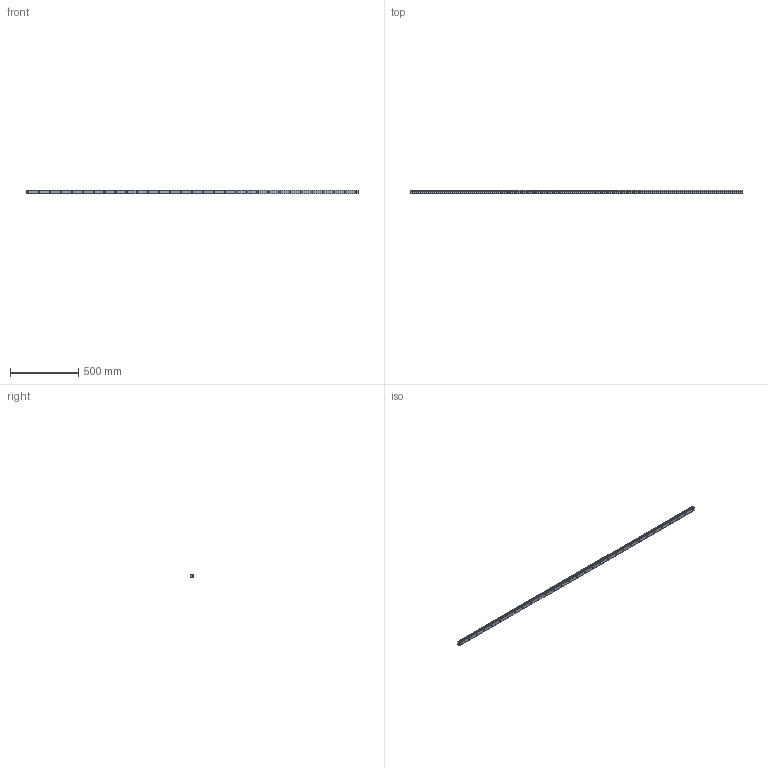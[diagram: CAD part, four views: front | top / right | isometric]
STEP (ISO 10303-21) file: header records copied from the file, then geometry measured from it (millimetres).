
FILE_DESCRIPTION (( 'STEP AP214' ), '1' );
FILE_NAME ('SHS30C1SS-2430L_G15_0_B-M6F_1162_0_0_0_1.STEP', '2021-06-21T12:56:34', ( '' ), ( '' ), 'SwSTEP 2.0', 'SolidWorks 2021', '' );
FILE_SCHEMA (( 'AUTOMOTIVE_DESIGN' ));
Length unit declared in the file: millimetre
Products named in the file (2): SHS30C1SS-2430L_G15_0_B-M6F_1162_0_0_0_1; _SHS30C243015 Track
Assembly tree (1 placements, depth 2):
  SHS30C1SS-2430L_G15_0_B-M6F_1162_0_0_0_1
    _SHS30C243015 Track
Bounding box: 2430 x 23 x 28 mm (x, y, z)
Volume: 1330538.6 mm3; surface area: 273402 mm2
Topology: 1 solids, 1 shells, 192 faces, 477 edges, 318 vertices
Faces by surface type: cylinder 145, plane 47
Entity records: 6061 total; most frequent: DIRECTION 1159, CARTESIAN_POINT 991, ORIENTED_EDGE 954, AXIS2_PLACEMENT_3D 486, EDGE_CURVE 477, VERTEX_POINT 318, CIRCLE 290, EDGE_LOOP 285
